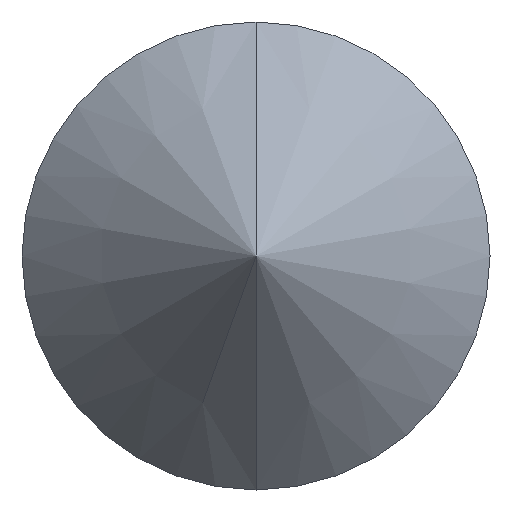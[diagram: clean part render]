
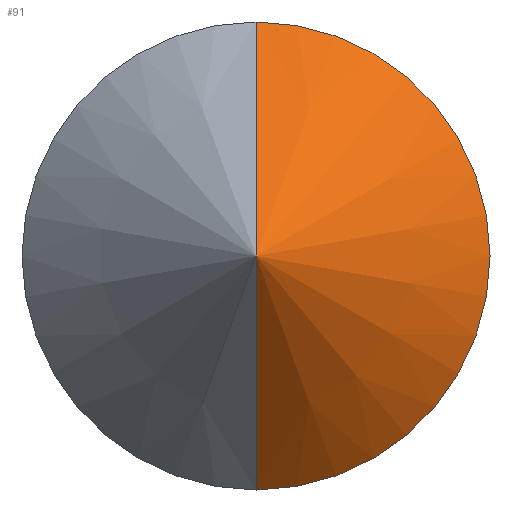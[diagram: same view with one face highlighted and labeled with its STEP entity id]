
A CAD part, front view. The second image highlights one B-rep face of the part: STEP entity #91.
In plain terms, the highlighted conical face has half-angle 45 degrees and reference radius 1000 mm.
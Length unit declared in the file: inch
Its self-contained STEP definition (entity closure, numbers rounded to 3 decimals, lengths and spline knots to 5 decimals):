
#8 = VERTEX_POINT ( 'NONE', #288 ) ;
#9 = VECTOR ( 'NONE', #338, 39.37008 ) ;
#20 = DIRECTION ( 'NONE',  ( 0., -1., 0. ) ) ;
#24 = FACE_OUTER_BOUND ( 'NONE', #119, .T. ) ;
#35 = ORIENTED_EDGE ( 'NONE', *, *, #173, .T. ) ;
#72 = AXIS2_PLACEMENT_3D ( 'NONE', #170, #20, #237 ) ;
#78 = EDGE_CURVE ( 'NONE', #213, #125, #86, .T. ) ;
#83 = CIRCLE ( 'NONE', #72, 0.1875 ) ;
#86 = LINE ( 'NONE', #278, #9 ) ;
#89 = VECTOR ( 'NONE', #275, 39.37008 ) ;
#91 = ADVANCED_FACE ( 'NONE', ( #24 ), #169, .T. ) ;
#119 = EDGE_LOOP ( 'NONE', ( #151, #35, #147 ) ) ;
#125 = VERTEX_POINT ( 'NONE', #154 ) ;
#147 = ORIENTED_EDGE ( 'NONE', *, *, #234, .T. ) ;
#151 = ORIENTED_EDGE ( 'NONE', *, *, #78, .F. ) ;
#154 = CARTESIAN_POINT ( 'NONE',  ( 0., 0.1875, 0.1875 ) ) ;
#157 = DIRECTION ( 'NONE',  ( 0., 1., 0. ) ) ;
#160 = CARTESIAN_POINT ( 'NONE',  ( 0., 0., 0. ) ) ;
#169 = CONICAL_SURFACE ( 'NONE', #346, 39.37008, 0.785 ) ;
#170 = CARTESIAN_POINT ( 'NONE',  ( 0., 0.1875, 0. ) ) ;
#173 = EDGE_CURVE ( 'NONE', #213, #8, #244, .T. ) ;
#213 = VERTEX_POINT ( 'NONE', #292 ) ;
#230 = CARTESIAN_POINT ( 'NONE',  ( 0., 39.37008, 0. ) ) ;
#234 = EDGE_CURVE ( 'NONE', #8, #125, #83, .T. ) ;
#237 = DIRECTION ( 'NONE',  ( 0., 0., -1. ) ) ;
#244 = LINE ( 'NONE', #160, #89 ) ;
#275 = DIRECTION ( 'NONE',  ( 0., 0.707, -0.707 ) ) ;
#278 = CARTESIAN_POINT ( 'NONE',  ( 0., 0., 0. ) ) ;
#288 = CARTESIAN_POINT ( 'NONE',  ( 0., 0.1875, -0.1875 ) ) ;
#292 = CARTESIAN_POINT ( 'NONE',  ( 0., 0., 0. ) ) ;
#331 = DIRECTION ( 'NONE',  ( 0., 0., 1. ) ) ;
#338 = DIRECTION ( 'NONE',  ( 0., 0.707, 0.707 ) ) ;
#346 = AXIS2_PLACEMENT_3D ( 'NONE', #230, #157, #331 ) ;
